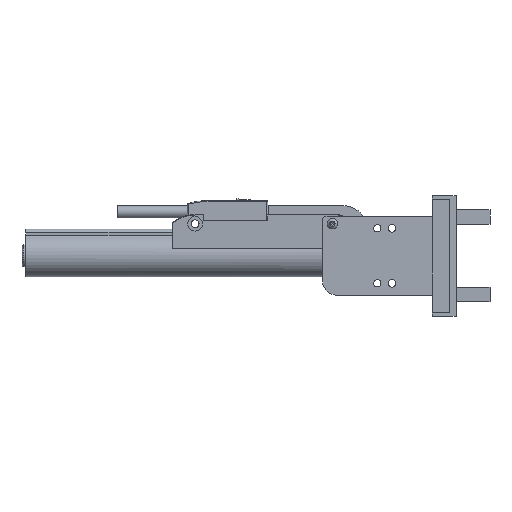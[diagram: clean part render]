
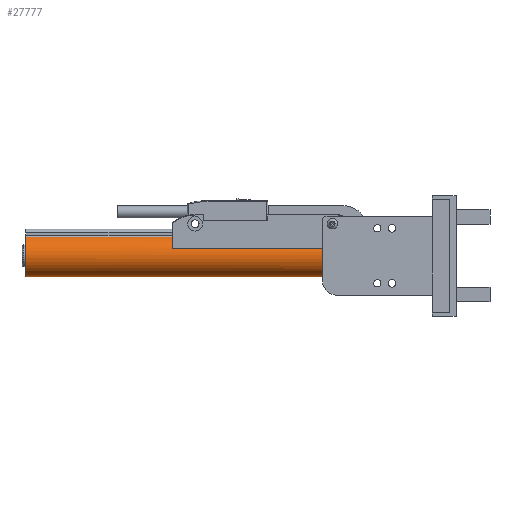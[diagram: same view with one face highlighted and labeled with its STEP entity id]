
A CAD part, left-side view. The second image highlights one B-rep face of the part: STEP entity #27777.
In plain terms, the highlighted cylindrical face has radius 11.5 mm (diameter 23 mm), a partial arc.
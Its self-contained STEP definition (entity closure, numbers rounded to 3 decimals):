
#1009 = DIRECTION ( 'NONE',  ( 1., 0., 0. ) ) ;
#2166 = DIRECTION ( 'NONE',  ( 0., 0., 1. ) ) ;
#2210 = ORIENTED_EDGE ( 'NONE', *, *, #67629, .F. ) ;
#2940 = VERTEX_POINT ( 'NONE', #59412 ) ;
#3689 = VERTEX_POINT ( 'NONE', #74431 ) ;
#3844 = AXIS2_PLACEMENT_3D ( 'NONE', #7707, #20268, #55653 ) ;
#6523 = AXIS2_PLACEMENT_3D ( 'NONE', #65860, #2166, #70467 ) ;
#6810 = VECTOR ( 'NONE', #68968, 1000. ) ;
#7149 = VECTOR ( 'NONE', #71060, 1000. ) ;
#7707 = CARTESIAN_POINT ( 'NONE',  ( 0., 0., -105. ) ) ;
#7899 = AXIS2_PLACEMENT_3D ( 'NONE', #33338, #16813, #21137 ) ;
#11864 = ORIENTED_EDGE ( 'NONE', *, *, #55307, .T. ) ;
#13592 = CARTESIAN_POINT ( 'NONE',  ( 0., 0., 0. ) ) ;
#14581 = ORIENTED_EDGE ( 'NONE', *, *, #31605, .F. ) ;
#15905 = CARTESIAN_POINT ( 'NONE',  ( 0., 0., 80. ) ) ;
#16813 = DIRECTION ( 'NONE',  ( 0., 0., 1. ) ) ;
#18383 = CIRCLE ( 'NONE', #72375, 11.5 ) ;
#20268 = DIRECTION ( 'NONE',  ( 0., 0., 1. ) ) ;
#21137 = DIRECTION ( 'NONE',  ( 1., 0., 0. ) ) ;
#21885 = ORIENTED_EDGE ( 'NONE', *, *, #51477, .T. ) ;
#22589 = VERTEX_POINT ( 'NONE', #54987 ) ;
#26540 = FACE_OUTER_BOUND ( 'NONE', #34551, .T. ) ;
#26569 = CIRCLE ( 'NONE', #6523, 11.5 ) ;
#27777 = ADVANCED_FACE ( 'NONE', ( #26540 ), #32466, .T. ) ;
#28713 = VECTOR ( 'NONE', #54908, 1000. ) ;
#31605 = EDGE_CURVE ( 'NONE', #67586, #22589, #75264, .T. ) ;
#32030 = CARTESIAN_POINT ( 'NONE',  ( 5.52, 10.089, 0. ) ) ;
#32103 = CARTESIAN_POINT ( 'NONE',  ( 5.52, 10.089, -5. ) ) ;
#32466 = CYLINDRICAL_SURFACE ( 'NONE', #3844, 11.5 ) ;
#32759 = CARTESIAN_POINT ( 'NONE',  ( 10.782, 4., -105. ) ) ;
#33338 = CARTESIAN_POINT ( 'NONE',  ( 0., 0., 0. ) ) ;
#33945 = LINE ( 'NONE', #32759, #69424 ) ;
#34551 = EDGE_LOOP ( 'NONE', ( #37559, #74718, #57339, #11864, #57596, #21885, #2210, #14581 ) ) ;
#37012 = EDGE_CURVE ( 'NONE', #67586, #3689, #54334, .T. ) ;
#37559 = ORIENTED_EDGE ( 'NONE', *, *, #37012, .T. ) ;
#37992 = LINE ( 'NONE', #32103, #28713 ) ;
#40414 = AXIS2_PLACEMENT_3D ( 'NONE', #15905, #44954, #44183 ) ;
#41210 = CARTESIAN_POINT ( 'NONE',  ( -10.782, 4., -105. ) ) ;
#43539 = VERTEX_POINT ( 'NONE', #76162 ) ;
#44183 = DIRECTION ( 'NONE',  ( 1., 0., 0. ) ) ;
#44567 = DIRECTION ( 'NONE',  ( 0., 0., 1. ) ) ;
#44954 = DIRECTION ( 'NONE',  ( 0., 0., 1. ) ) ;
#45725 = VERTEX_POINT ( 'NONE', #32030 ) ;
#46098 = DIRECTION ( 'NONE',  ( 0., 0., 1. ) ) ;
#49193 = CIRCLE ( 'NONE', #40414, 11.5 ) ;
#49626 = EDGE_CURVE ( 'NONE', #2940, #45725, #18383, .T. ) ;
#50464 = CARTESIAN_POINT ( 'NONE',  ( -5.52, 10.089, -5. ) ) ;
#51477 = EDGE_CURVE ( 'NONE', #45725, #43539, #37992, .T. ) ;
#53194 = EDGE_CURVE ( 'NONE', #58483, #77512, #26569, .T. ) ;
#53356 = LINE ( 'NONE', #41210, #7149 ) ;
#54334 = CIRCLE ( 'NONE', #7899, 11.5 ) ;
#54908 = DIRECTION ( 'NONE',  ( 0., 0., 1. ) ) ;
#54987 = CARTESIAN_POINT ( 'NONE',  ( -5.52, 10.089, 80. ) ) ;
#55241 = CARTESIAN_POINT ( 'NONE',  ( 10.782, 4., -105. ) ) ;
#55307 = EDGE_CURVE ( 'NONE', #77512, #2940, #33945, .T. ) ;
#55653 = DIRECTION ( 'NONE',  ( 1., 0., 0. ) ) ;
#56006 = CARTESIAN_POINT ( 'NONE',  ( -5.52, 10.089, 0. ) ) ;
#57339 = ORIENTED_EDGE ( 'NONE', *, *, #53194, .T. ) ;
#57596 = ORIENTED_EDGE ( 'NONE', *, *, #49626, .T. ) ;
#58483 = VERTEX_POINT ( 'NONE', #66878 ) ;
#59412 = CARTESIAN_POINT ( 'NONE',  ( 10.782, 4., 0. ) ) ;
#63734 = EDGE_CURVE ( 'NONE', #58483, #3689, #53356, .T. ) ;
#65860 = CARTESIAN_POINT ( 'NONE',  ( 0., 0., -105. ) ) ;
#66878 = CARTESIAN_POINT ( 'NONE',  ( -10.782, 4., -105. ) ) ;
#67586 = VERTEX_POINT ( 'NONE', #56006 ) ;
#67629 = EDGE_CURVE ( 'NONE', #22589, #43539, #49193, .T. ) ;
#68968 = DIRECTION ( 'NONE',  ( 0., 0., 1. ) ) ;
#69424 = VECTOR ( 'NONE', #46098, 1000. ) ;
#70467 = DIRECTION ( 'NONE',  ( 1., 0., 0. ) ) ;
#71060 = DIRECTION ( 'NONE',  ( 0., 0., 1. ) ) ;
#72375 = AXIS2_PLACEMENT_3D ( 'NONE', #13592, #44567, #1009 ) ;
#74431 = CARTESIAN_POINT ( 'NONE',  ( -10.782, 4., 0. ) ) ;
#74718 = ORIENTED_EDGE ( 'NONE', *, *, #63734, .F. ) ;
#75264 = LINE ( 'NONE', #50464, #6810 ) ;
#76162 = CARTESIAN_POINT ( 'NONE',  ( 5.52, 10.089, 80. ) ) ;
#77512 = VERTEX_POINT ( 'NONE', #55241 ) ;
